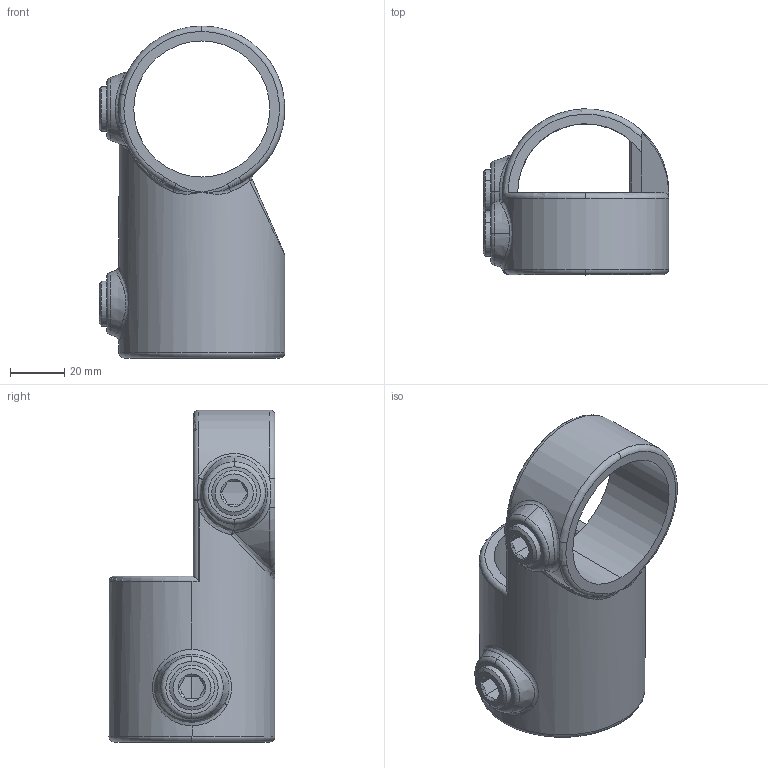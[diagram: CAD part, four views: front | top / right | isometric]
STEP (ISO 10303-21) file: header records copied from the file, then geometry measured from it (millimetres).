
FILE_DESCRIPTION (( 'STEP AP203' ), '1' );
FILE_NAME ('T14800.STEP', '2018-05-24T09:08:04', ( '' ), ( '' ), 'SwSTEP 2.0', 'SolidWorks 2016', '' );
FILE_SCHEMA (( 'CONFIG_CONTROL_DESIGN' ));
Length unit declared in the file: millimetre
Products named in the file (3): T14800; T19300
Assembly tree (3 placements, depth 2):
  T14800
    T14800
    T19300  x2
Bounding box: 68.2 x 61 x 122 mm (x, y, z)
Volume: 95433.8 mm3; surface area: 38080.8 mm2
Topology: 3 solids, 3 shells, 104 faces, 264 edges, 159 vertices
Faces by surface type: plane 26, cylinder 22, bspline 21, cone 20, torus 12, sphere 3
Entity records: 4739 total; most frequent: CARTESIAN_POINT 2529, ORIENTED_EDGE 430, DIRECTION 362, EDGE_CURVE 215, AXIS2_PLACEMENT_3D 156, VERTEX_POINT 131, EDGE_LOOP 94, FACE_OUTER_BOUND 86
